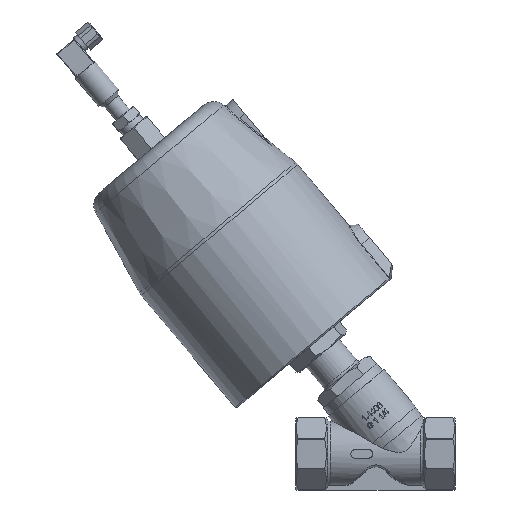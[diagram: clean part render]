
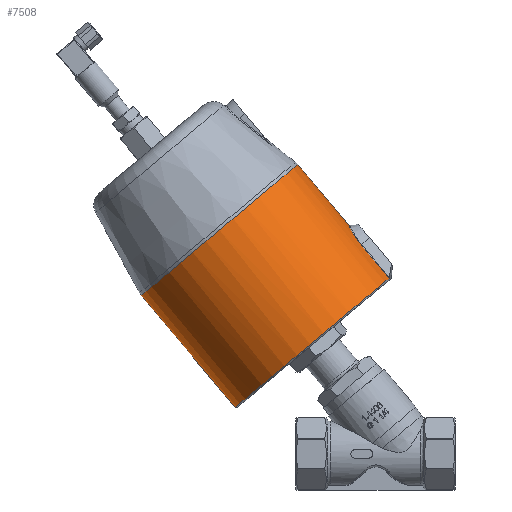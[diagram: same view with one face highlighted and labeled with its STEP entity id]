
A CAD part, left-side view. The second image highlights one B-rep face of the part: STEP entity #7508.
In plain terms, the highlighted cylindrical face has radius 70.5 mm (diameter 141 mm), a full revolution.
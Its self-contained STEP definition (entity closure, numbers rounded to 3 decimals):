
#268=B_SPLINE_CURVE_WITH_KNOTS('',3,(#11108,#11109,#11110,#11111,#11112,
#11113,#11114,#11115,#11116,#11117),.UNSPECIFIED.,.F.,.F.,(4,1,1,1,1,1,
1,4),(-5.302,-4.544,-3.787,-3.03,
-2.272,-1.515,-0.757,0.),
 .UNSPECIFIED.);
#685=LINE('',#10952,#1102);
#692=LINE('',#11107,#1109);
#1102=VECTOR('',#8985,30.);
#1109=VECTOR('',#9014,30.);
#2065=CYLINDRICAL_SURFACE('',#8059,70.5);
#2135=FACE_BOUND('',#2777,.T.);
#2314=FACE_OUTER_BOUND('',#2776,.T.);
#2776=EDGE_LOOP('',(#5760,#5761,#5762,#5763));
#2777=EDGE_LOOP('',(#5764));
#3211=CIRCLE('',#8046,70.5);
#3216=CIRCLE('',#8058,70.5);
#3524=VERTEX_POINT('',#10919);
#3525=VERTEX_POINT('',#10920);
#3529=VERTEX_POINT('',#10951);
#3537=VERTEX_POINT('',#11103);
#3538=VERTEX_POINT('',#11106);
#4344=EDGE_CURVE('',#3524,#3525,#3211,.T.);
#4351=EDGE_CURVE('',#3524,#3529,#685,.T.);
#4367=EDGE_CURVE('',#3537,#3537,#3216,.T.);
#4368=EDGE_CURVE('',#3538,#3525,#692,.T.);
#4369=EDGE_CURVE('',#3529,#3538,#268,.T.);
#5760=ORIENTED_EDGE('',*,*,#4344,.T.);
#5761=ORIENTED_EDGE('',*,*,#4368,.F.);
#5762=ORIENTED_EDGE('',*,*,#4369,.F.);
#5763=ORIENTED_EDGE('',*,*,#4351,.F.);
#5764=ORIENTED_EDGE('',*,*,#4367,.F.);
#7508=ADVANCED_FACE('',(#2314,#2135),#2065,.T.);
#8046=AXIS2_PLACEMENT_3D('',#10921,#8977,#8978);
#8058=AXIS2_PLACEMENT_3D('',#11104,#9010,#9011);
#8059=AXIS2_PLACEMENT_3D('',#11105,#9012,#9013);
#8977=DIRECTION('center_axis',(0.,0.643,0.766));
#8978=DIRECTION('ref_axis',(0.,-0.766,0.643));
#8985=DIRECTION('',(0.,0.643,0.766));
#9010=DIRECTION('center_axis',(0.,0.643,0.766));
#9011=DIRECTION('ref_axis',(0.,0.766,-0.643));
#9012=DIRECTION('center_axis',(0.,0.643,0.766));
#9013=DIRECTION('ref_axis',(0.,-0.766,0.643));
#9014=DIRECTION('',(0.,-0.643,-0.766));
#10919=CARTESIAN_POINT('',(17.265,-9.376,121.384));
#10920=CARTESIAN_POINT('',(-17.265,-9.376,121.384));
#10921=CARTESIAN_POINT('Origin',(0.,42.986,
77.447));
#10951=CARTESIAN_POINT('',(17.265,9.908,144.365));
#10952=CARTESIAN_POINT('',(17.265,22.764,159.686));
#11103=CARTESIAN_POINT('',(0.,53.838,200.059));
#11104=CARTESIAN_POINT('Origin',(0.,107.844,154.743));
#11105=CARTESIAN_POINT('Origin',(0.,75.125,
115.749));
#11106=CARTESIAN_POINT('',(-17.265,9.908,144.365));
#11107=CARTESIAN_POINT('',(-17.265,22.764,159.686));
#11108=CARTESIAN_POINT('Ctrl Pts',(17.265,9.908,144.365));
#11109=CARTESIAN_POINT('Ctrl Pts',(17.265,11.531,146.299));
#11110=CARTESIAN_POINT('Ctrl Pts',(15.961,14.504,150.384));
#11111=CARTESIAN_POINT('Ctrl Pts',(10.828,17.392,155.475));
#11112=CARTESIAN_POINT('Ctrl Pts',(3.832,18.766,158.307));
#11113=CARTESIAN_POINT('Ctrl Pts',(-3.806,18.771,158.322));
#11114=CARTESIAN_POINT('Ctrl Pts',(-10.832,17.388,155.468));
#11115=CARTESIAN_POINT('Ctrl Pts',(-15.949,14.514,150.399));
#11116=CARTESIAN_POINT('Ctrl Pts',(-17.265,11.531,146.299));
#11117=CARTESIAN_POINT('Ctrl Pts',(-17.265,9.908,144.365));
